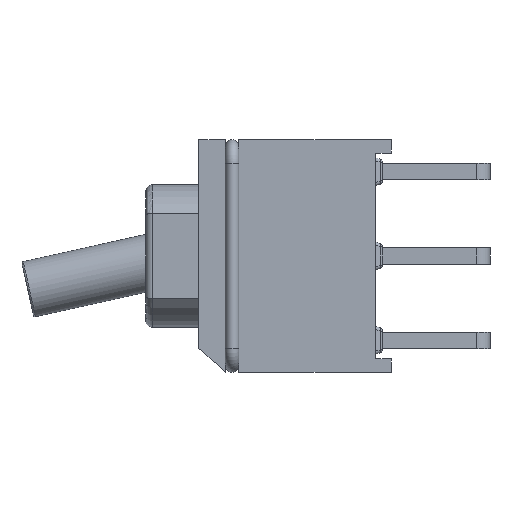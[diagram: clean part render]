
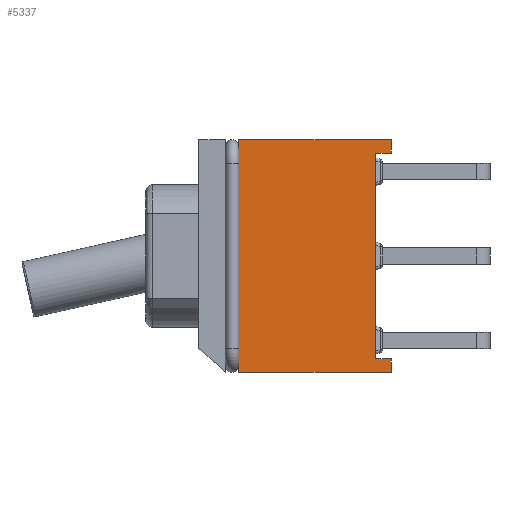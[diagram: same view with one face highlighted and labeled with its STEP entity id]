
A CAD part, left-side view. The second image highlights one B-rep face of the part: STEP entity #5337.
In plain terms, the highlighted planar face has unit normal (-1, 0, 0).
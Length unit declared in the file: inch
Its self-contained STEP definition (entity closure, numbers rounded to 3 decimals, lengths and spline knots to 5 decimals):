
#4667=CARTESIAN_POINT('',(-0.08858,0.18612,-0.09055));
#4668=VERTEX_POINT('',#4667);
#4676=CARTESIAN_POINT('',(-0.08858,0.18612,0.09055));
#4677=VERTEX_POINT('',#4676);
#4678=CARTESIAN_POINT('',(-0.08858,0.18612,0.09055));
#4679=DIRECTION('',(0.0,0.0,-1.0));
#4680=VECTOR('',#4679,0.1811);
#4681=LINE('',#4678,#4680);
#4682=EDGE_CURVE('',#4677,#4668,#4681,.T.);
#4836=CARTESIAN_POINT('',(-0.08858,0.1811,-0.12557));
#4837=VERTEX_POINT('',#4836);
#5094=CARTESIAN_POINT('',(-0.08858,0.1811,-0.1378));
#5095=VERTEX_POINT('',#5094);
#5102=CARTESIAN_POINT('',(-0.08858,0.1811,-0.12557));
#5103=DIRECTION('',(0.0,0.0,-1.0));
#5104=VECTOR('',#5103,0.01223);
#5105=LINE('',#5102,#5104);
#5106=EDGE_CURVE('',#4837,#5095,#5105,.T.);
#5163=CARTESIAN_POINT('',(-0.08858,0.1811,-0.09055));
#5164=VERTEX_POINT('',#5163);
#5171=CARTESIAN_POINT('',(-0.08858,0.18612,-0.09055));
#5172=DIRECTION('',(0.0,-1.0,0.0));
#5173=VECTOR('',#5172,0.00502);
#5174=LINE('',#5171,#5173);
#5175=EDGE_CURVE('',#4668,#5164,#5174,.T.);
#5243=CARTESIAN_POINT('',(-0.08858,-0.00931,0.15157));
#5244=DIRECTION('',(1.0,0.0,0.0));
#5245=DIRECTION('',(0.0,0.0,-1.0));
#5246=AXIS2_PLACEMENT_3D('',#5243,#5244,#5245);
#5247=PLANE('',#5246);
#5248=ORIENTED_EDGE('',*,*,#4682,.T.);
#5249=ORIENTED_EDGE('',*,*,#5175,.T.);
#5250=CARTESIAN_POINT('',(-0.08858,0.1811,-0.09055));
#5251=DIRECTION('',(0.0,0.0,-1.0));
#5252=VECTOR('',#5251,0.03502);
#5253=LINE('',#5250,#5252);
#5254=EDGE_CURVE('',#5164,#4837,#5253,.T.);
#5255=ORIENTED_EDGE('',*,*,#5254,.T.);
#5256=ORIENTED_EDGE('',*,*,#5106,.T.);
#5257=CARTESIAN_POINT('',(-0.08858,0.0,-0.1378));
#5258=VERTEX_POINT('',#5257);
#5259=CARTESIAN_POINT('',(-0.08858,0.0,-0.1378));
#5260=DIRECTION('',(0.0,1.0,0.0));
#5261=VECTOR('',#5260,0.1811);
#5262=LINE('',#5259,#5261);
#5263=EDGE_CURVE('',#5258,#5095,#5262,.T.);
#5264=ORIENTED_EDGE('',*,*,#5263,.F.);
#5265=CARTESIAN_POINT('',(-0.08858,0.0,-0.12205));
#5266=VERTEX_POINT('',#5265);
#5267=CARTESIAN_POINT('',(-0.08858,0.0,-0.12205));
#5268=DIRECTION('',(0.0,0.0,-1.0));
#5269=VECTOR('',#5268,0.01575);
#5270=LINE('',#5267,#5269);
#5271=EDGE_CURVE('',#5266,#5258,#5270,.T.);
#5272=ORIENTED_EDGE('',*,*,#5271,.F.);
#5273=CARTESIAN_POINT('',(-0.08858,0.0185,-0.12205));
#5274=VERTEX_POINT('',#5273);
#5275=CARTESIAN_POINT('',(-0.08858,0.0,-0.12205));
#5276=DIRECTION('',(0.0,1.0,0.0));
#5277=VECTOR('',#5276,0.0185);
#5278=LINE('',#5275,#5277);
#5279=EDGE_CURVE('',#5266,#5274,#5278,.T.);
#5280=ORIENTED_EDGE('',*,*,#5279,.T.);
#5281=CARTESIAN_POINT('',(-0.08858,0.0185,0.12205));
#5282=VERTEX_POINT('',#5281);
#5283=CARTESIAN_POINT('',(-0.08858,0.0185,-0.12205));
#5284=DIRECTION('',(0.0,0.0,1.0));
#5285=VECTOR('',#5284,0.24409);
#5286=LINE('',#5283,#5285);
#5287=EDGE_CURVE('',#5274,#5282,#5286,.T.);
#5288=ORIENTED_EDGE('',*,*,#5287,.T.);
#5289=CARTESIAN_POINT('',(-0.08858,0.0,0.12205));
#5290=VERTEX_POINT('',#5289);
#5291=CARTESIAN_POINT('',(-0.08858,0.0185,0.12205));
#5292=DIRECTION('',(0.0,-1.0,0.0));
#5293=VECTOR('',#5292,0.0185);
#5294=LINE('',#5291,#5293);
#5295=EDGE_CURVE('',#5282,#5290,#5294,.T.);
#5296=ORIENTED_EDGE('',*,*,#5295,.T.);
#5297=CARTESIAN_POINT('',(-0.08858,0.0,0.1378));
#5298=VERTEX_POINT('',#5297);
#5299=CARTESIAN_POINT('',(-0.08858,0.0,0.1378));
#5300=DIRECTION('',(0.0,0.0,-1.0));
#5301=VECTOR('',#5300,0.01575);
#5302=LINE('',#5299,#5301);
#5303=EDGE_CURVE('',#5298,#5290,#5302,.T.);
#5304=ORIENTED_EDGE('',*,*,#5303,.F.);
#5305=CARTESIAN_POINT('',(-0.08858,0.1811,0.1378));
#5306=VERTEX_POINT('',#5305);
#5307=CARTESIAN_POINT('',(-0.08858,0.1811,0.1378));
#5308=DIRECTION('',(0.0,-1.0,0.0));
#5309=VECTOR('',#5308,0.1811);
#5310=LINE('',#5307,#5309);
#5311=EDGE_CURVE('',#5306,#5298,#5310,.T.);
#5312=ORIENTED_EDGE('',*,*,#5311,.F.);
#5313=CARTESIAN_POINT('',(-0.08858,0.1811,0.12557));
#5314=VERTEX_POINT('',#5313);
#5315=CARTESIAN_POINT('',(-0.08858,0.1811,0.1378));
#5316=DIRECTION('',(0.0,0.0,-1.0));
#5317=VECTOR('',#5316,0.01223);
#5318=LINE('',#5315,#5317);
#5319=EDGE_CURVE('',#5306,#5314,#5318,.T.);
#5320=ORIENTED_EDGE('',*,*,#5319,.T.);
#5321=CARTESIAN_POINT('',(-0.08858,0.1811,0.09055));
#5322=VERTEX_POINT('',#5321);
#5323=CARTESIAN_POINT('',(-0.08858,0.1811,0.12557));
#5324=DIRECTION('',(0.0,0.0,-1.0));
#5325=VECTOR('',#5324,0.03502);
#5326=LINE('',#5323,#5325);
#5327=EDGE_CURVE('',#5314,#5322,#5326,.T.);
#5328=ORIENTED_EDGE('',*,*,#5327,.T.);
#5329=CARTESIAN_POINT('',(-0.08858,0.1811,0.09055));
#5330=DIRECTION('',(0.0,1.0,0.0));
#5331=VECTOR('',#5330,0.00502);
#5332=LINE('',#5329,#5331);
#5333=EDGE_CURVE('',#5322,#4677,#5332,.T.);
#5334=ORIENTED_EDGE('',*,*,#5333,.T.);
#5335=EDGE_LOOP('',(#5248,#5249,#5255,#5256,#5264,#5272,#5280,#5288,#5296,#5304,#5312,#5320,#5328,#5334));
#5336=FACE_OUTER_BOUND('',#5335,.T.);
#5337=ADVANCED_FACE('',(#5336),#5247,.F.);
